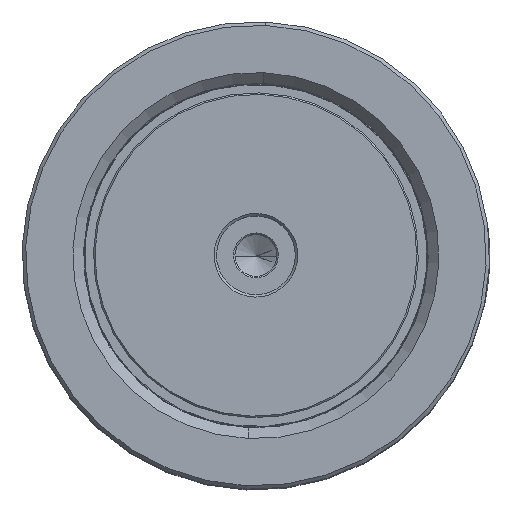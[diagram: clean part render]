
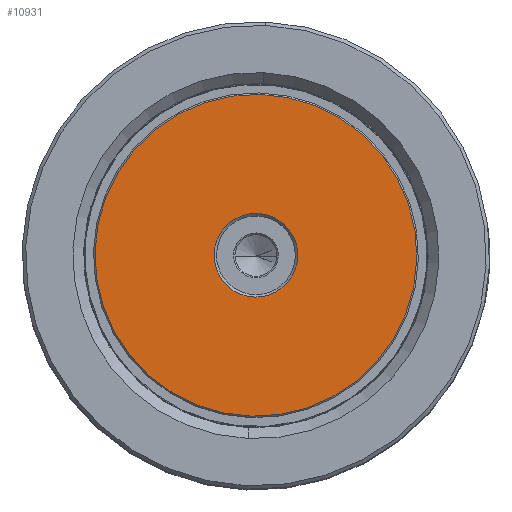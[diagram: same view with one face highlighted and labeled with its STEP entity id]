
A CAD part, top view. The second image highlights one B-rep face of the part: STEP entity #10931.
In plain terms, the highlighted face is planar.
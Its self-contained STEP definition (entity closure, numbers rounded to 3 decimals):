
#1016 = CARTESIAN_POINT ( 'NONE',  ( 0., 0., 0. ) ) ;
#1413 = CIRCLE ( 'NONE', #18689, 32.7 ) ;
#1958 = ORIENTED_EDGE ( 'NONE', *, *, #6103, .T. ) ;
#2238 = DIRECTION ( 'NONE',  ( 0., 0., -1. ) ) ;
#2401 = CARTESIAN_POINT ( 'NONE',  ( 0., 0., 0. ) ) ;
#3075 = CIRCLE ( 'NONE', #9916, 8.5 ) ;
#3571 = DIRECTION ( 'NONE',  ( 1., 0., 0. ) ) ;
#4783 = DIRECTION ( 'NONE',  ( 0., 0., 1. ) ) ;
#4923 = DIRECTION ( 'NONE',  ( 0., 0., -1. ) ) ;
#5841 = DIRECTION ( 'NONE',  ( 1., 0., 0. ) ) ;
#6103 = EDGE_CURVE ( 'NONE', #10414, #16556, #11684, .T. ) ;
#7104 = FACE_OUTER_BOUND ( 'NONE', #25560, .T. ) ;
#7122 = CIRCLE ( 'NONE', #37888, 8.5 ) ;
#7712 = DIRECTION ( 'NONE',  ( 0., 0., 1. ) ) ;
#7913 = AXIS2_PLACEMENT_3D ( 'NONE', #1016, #4923, #47613 ) ;
#9916 = AXIS2_PLACEMENT_3D ( 'NONE', #42713, #7712, #3571 ) ;
#10414 = VERTEX_POINT ( 'NONE', #40748 ) ;
#10931 = ADVANCED_FACE ( 'NONE', ( #7104, #12555 ), #47383, .F. ) ;
#11030 = VERTEX_POINT ( 'NONE', #37111 ) ;
#11131 = ORIENTED_EDGE ( 'NONE', *, *, #48843, .T. ) ;
#11684 = CIRCLE ( 'NONE', #7913, 32.7 ) ;
#12555 = FACE_BOUND ( 'NONE', #21012, .T. ) ;
#12866 = DIRECTION ( 'NONE',  ( 1., 0., 0. ) ) ;
#16556 = VERTEX_POINT ( 'NONE', #46674 ) ;
#17158 = EDGE_CURVE ( 'NONE', #48350, #11030, #7122, .T. ) ;
#17293 = CARTESIAN_POINT ( 'NONE',  ( 8.5, 0., 0. ) ) ;
#18689 = AXIS2_PLACEMENT_3D ( 'NONE', #2401, #2238, #5841 ) ;
#21012 = EDGE_LOOP ( 'NONE', ( #36149, #44280 ) ) ;
#25560 = EDGE_LOOP ( 'NONE', ( #11131, #1958 ) ) ;
#30592 = EDGE_CURVE ( 'NONE', #11030, #48350, #3075, .T. ) ;
#32078 = CARTESIAN_POINT ( 'NONE',  ( 0., 0., 0. ) ) ;
#32228 = DIRECTION ( 'NONE',  ( 1., 0., 0. ) ) ;
#36149 = ORIENTED_EDGE ( 'NONE', *, *, #30592, .T. ) ;
#37111 = CARTESIAN_POINT ( 'NONE',  ( -8.5, 0., 0. ) ) ;
#37888 = AXIS2_PLACEMENT_3D ( 'NONE', #32078, #4783, #32228 ) ;
#40059 = DIRECTION ( 'NONE',  ( 0., 0., 1. ) ) ;
#40748 = CARTESIAN_POINT ( 'NONE',  ( -32.7, 0., 0. ) ) ;
#42713 = CARTESIAN_POINT ( 'NONE',  ( 0., 0., 0. ) ) ;
#44280 = ORIENTED_EDGE ( 'NONE', *, *, #17158, .T. ) ;
#46674 = CARTESIAN_POINT ( 'NONE',  ( 32.7, 0., 0. ) ) ;
#47383 = PLANE ( 'NONE',  #49537 ) ;
#47613 = DIRECTION ( 'NONE',  ( 1., 0., 0. ) ) ;
#47888 = CARTESIAN_POINT ( 'NONE',  ( 0., 0., 0. ) ) ;
#48350 = VERTEX_POINT ( 'NONE', #17293 ) ;
#48843 = EDGE_CURVE ( 'NONE', #16556, #10414, #1413, .T. ) ;
#49537 = AXIS2_PLACEMENT_3D ( 'NONE', #47888, #40059, #12866 ) ;
